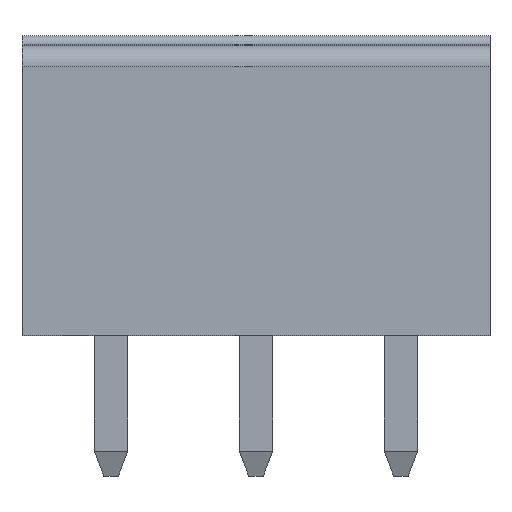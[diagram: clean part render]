
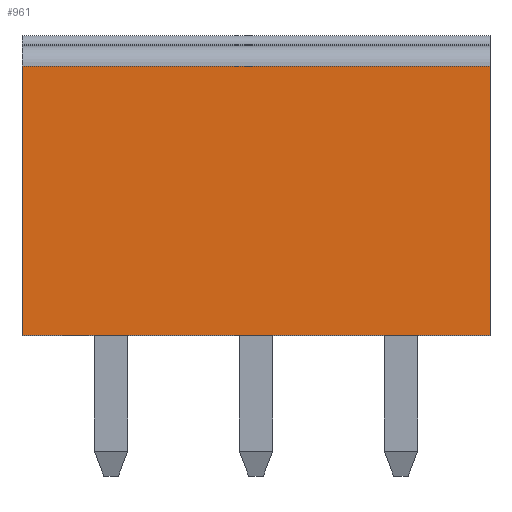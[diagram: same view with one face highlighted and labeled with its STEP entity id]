
A CAD part, top view. The second image highlights one B-rep face of the part: STEP entity #961.
In plain terms, the highlighted planar face has unit normal (0, 0, 1).
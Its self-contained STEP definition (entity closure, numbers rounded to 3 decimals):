
#523=FACE_OUTER_BOUND('',#1872,.T.);
#961=ADVANCED_FACE('',(#523),#1393,.T.);
#1393=PLANE('',#9219);
#1872=EDGE_LOOP('',(#4043,#4044,#4045,#4046));
#4043=ORIENTED_EDGE('',*,*,#6305,.T.);
#4044=ORIENTED_EDGE('',*,*,#6306,.T.);
#4045=ORIENTED_EDGE('',*,*,#6297,.T.);
#4046=ORIENTED_EDGE('',*,*,#5449,.T.);
#4637=VERTEX_POINT('',#11902);
#4638=VERTEX_POINT('',#11904);
#5131=VERTEX_POINT('',#13630);
#5138=VERTEX_POINT('',#13647);
#5449=EDGE_CURVE('',#4638,#4637,#6679,.T.);
#6297=EDGE_CURVE('',#5131,#4638,#7503,.T.);
#6305=EDGE_CURVE('',#4637,#5138,#7508,.T.);
#6306=EDGE_CURVE('',#5138,#5131,#7509,.T.);
#6679=LINE('',#11903,#7868);
#7503=LINE('',#13629,#8692);
#7508=LINE('',#13646,#8697);
#7509=LINE('',#13648,#8698);
#7868=VECTOR('',#9533,1.);
#8692=VECTOR('',#11135,1.);
#8697=VECTOR('',#11150,1.);
#8698=VECTOR('',#11151,1.);
#9219=AXIS2_PLACEMENT_3D('',#13649,#11152,#11153);
#9533=DIRECTION('',(1.,0.,0.));
#11135=DIRECTION('',(0.,-1.,0.));
#11150=DIRECTION('',(0.,1.,0.));
#11151=DIRECTION('',(-1.,0.,0.));
#11152=DIRECTION('',(0.,0.,1.));
#11153=DIRECTION('',(1.,0.,0.));
#11902=CARTESIAN_POINT('',(24.47,0.05,162.));
#11903=CARTESIAN_POINT('',(55.97,0.05,162.));
#11904=CARTESIAN_POINT('',(13.17,0.05,162.));
#13629=CARTESIAN_POINT('',(13.17,6.55,162.));
#13630=CARTESIAN_POINT('',(13.17,6.55,162.));
#13646=CARTESIAN_POINT('',(24.47,0.05,162.));
#13647=CARTESIAN_POINT('',(24.47,6.55,162.));
#13648=CARTESIAN_POINT('',(55.97,6.55,162.));
#13649=CARTESIAN_POINT('',(32.82,3.55,162.));
